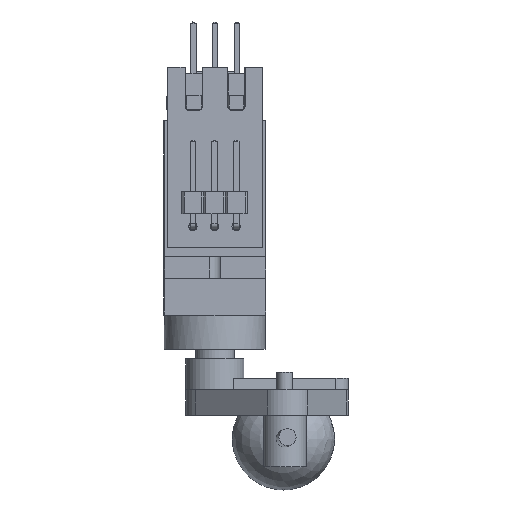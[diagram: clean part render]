
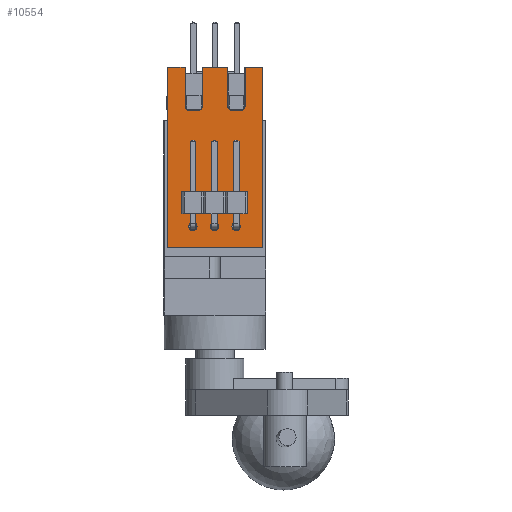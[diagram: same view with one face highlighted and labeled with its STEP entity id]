
A CAD part, top view. The second image highlights one B-rep face of the part: STEP entity #10554.
In plain terms, the highlighted face is planar.
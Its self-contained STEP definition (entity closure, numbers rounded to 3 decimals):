
#585=FACE_BOUND('',#2230,.T.);
#586=FACE_BOUND('',#2231,.T.);
#587=FACE_BOUND('',#2232,.T.);
#1033=PLANE('',#11558);
#1594=FACE_OUTER_BOUND('',#2229,.T.);
#2229=EDGE_LOOP('',(#9802,#9803,#9804,#9805,#9806,#9807,#9808,#9809,#9810,
#9811,#9812,#9813,#9814,#9815,#9816,#9817,#9818,#9819));
#2230=EDGE_LOOP('',(#9820));
#2231=EDGE_LOOP('',(#9821));
#2232=EDGE_LOOP('',(#9822));
#3376=LINE('',#17393,#4549);
#3380=LINE('',#17401,#4553);
#3382=LINE('',#17405,#4555);
#3396=LINE('',#17447,#4569);
#3397=LINE('',#17449,#4570);
#3398=LINE('',#17451,#4571);
#3399=LINE('',#17455,#4572);
#3400=LINE('',#17459,#4573);
#3401=LINE('',#17461,#4574);
#3402=LINE('',#17463,#4575);
#3403=LINE('',#17467,#4576);
#3404=LINE('',#17471,#4577);
#3405=LINE('',#17473,#4578);
#3406=LINE('',#17474,#4579);
#4549=VECTOR('',#14293,1.);
#4553=VECTOR('',#14299,1.);
#4555=VECTOR('',#14303,1.);
#4569=VECTOR('',#14335,1.);
#4570=VECTOR('',#14336,1.);
#4571=VECTOR('',#14337,1.);
#4572=VECTOR('',#14340,1.);
#4573=VECTOR('',#14343,1.);
#4574=VECTOR('',#14344,1.);
#4575=VECTOR('',#14345,1.);
#4576=VECTOR('',#14348,1.);
#4577=VECTOR('',#14351,1.);
#4578=VECTOR('',#14352,1.);
#4579=VECTOR('',#14353,1.);
#4796=CIRCLE('',#11559,0.4);
#4797=CIRCLE('',#11560,0.4);
#4798=CIRCLE('',#11561,0.4);
#4799=CIRCLE('',#11562,0.4);
#4800=CIRCLE('',#11563,0.5);
#4801=CIRCLE('',#11564,0.5);
#4802=CIRCLE('',#11565,0.5);
#5663=VERTEX_POINT('',#17390);
#5664=VERTEX_POINT('',#17392);
#5667=VERTEX_POINT('',#17399);
#5668=VERTEX_POINT('',#17404);
#5687=VERTEX_POINT('',#17446);
#5688=VERTEX_POINT('',#17448);
#5689=VERTEX_POINT('',#17450);
#5690=VERTEX_POINT('',#17452);
#5691=VERTEX_POINT('',#17454);
#5692=VERTEX_POINT('',#17456);
#5693=VERTEX_POINT('',#17458);
#5694=VERTEX_POINT('',#17460);
#5695=VERTEX_POINT('',#17462);
#5696=VERTEX_POINT('',#17464);
#5697=VERTEX_POINT('',#17466);
#5698=VERTEX_POINT('',#17468);
#5699=VERTEX_POINT('',#17470);
#5700=VERTEX_POINT('',#17472);
#5701=VERTEX_POINT('',#17475);
#5702=VERTEX_POINT('',#17477);
#5703=VERTEX_POINT('',#17479);
#7039=EDGE_CURVE('',#5663,#5664,#3376,.T.);
#7043=EDGE_CURVE('',#5667,#5663,#3380,.T.);
#7045=EDGE_CURVE('',#5664,#5668,#3382,.T.);
#7066=EDGE_CURVE('',#5687,#5667,#3396,.T.);
#7067=EDGE_CURVE('',#5688,#5687,#3397,.T.);
#7068=EDGE_CURVE('',#5689,#5688,#3398,.T.);
#7069=EDGE_CURVE('',#5690,#5689,#4796,.T.);
#7070=EDGE_CURVE('',#5691,#5690,#3399,.T.);
#7071=EDGE_CURVE('',#5692,#5691,#4797,.T.);
#7072=EDGE_CURVE('',#5693,#5692,#3400,.T.);
#7073=EDGE_CURVE('',#5694,#5693,#3401,.T.);
#7074=EDGE_CURVE('',#5695,#5694,#3402,.T.);
#7075=EDGE_CURVE('',#5696,#5695,#4798,.T.);
#7076=EDGE_CURVE('',#5697,#5696,#3403,.T.);
#7077=EDGE_CURVE('',#5698,#5697,#4799,.T.);
#7078=EDGE_CURVE('',#5699,#5698,#3404,.T.);
#7079=EDGE_CURVE('',#5700,#5699,#3405,.T.);
#7080=EDGE_CURVE('',#5668,#5700,#3406,.T.);
#7081=EDGE_CURVE('',#5701,#5701,#4800,.T.);
#7082=EDGE_CURVE('',#5702,#5702,#4801,.T.);
#7083=EDGE_CURVE('',#5703,#5703,#4802,.T.);
#9802=ORIENTED_EDGE('',*,*,#7039,.F.);
#9803=ORIENTED_EDGE('',*,*,#7043,.F.);
#9804=ORIENTED_EDGE('',*,*,#7066,.F.);
#9805=ORIENTED_EDGE('',*,*,#7067,.F.);
#9806=ORIENTED_EDGE('',*,*,#7068,.F.);
#9807=ORIENTED_EDGE('',*,*,#7069,.F.);
#9808=ORIENTED_EDGE('',*,*,#7070,.F.);
#9809=ORIENTED_EDGE('',*,*,#7071,.F.);
#9810=ORIENTED_EDGE('',*,*,#7072,.F.);
#9811=ORIENTED_EDGE('',*,*,#7073,.F.);
#9812=ORIENTED_EDGE('',*,*,#7074,.F.);
#9813=ORIENTED_EDGE('',*,*,#7075,.F.);
#9814=ORIENTED_EDGE('',*,*,#7076,.F.);
#9815=ORIENTED_EDGE('',*,*,#7077,.F.);
#9816=ORIENTED_EDGE('',*,*,#7078,.F.);
#9817=ORIENTED_EDGE('',*,*,#7079,.F.);
#9818=ORIENTED_EDGE('',*,*,#7080,.F.);
#9819=ORIENTED_EDGE('',*,*,#7045,.F.);
#9820=ORIENTED_EDGE('',*,*,#7081,.F.);
#9821=ORIENTED_EDGE('',*,*,#7082,.F.);
#9822=ORIENTED_EDGE('',*,*,#7083,.F.);
#10554=ADVANCED_FACE('',(#1594,#585,#586,#587),#1033,.F.);
#11558=AXIS2_PLACEMENT_3D('',#17445,#14333,#14334);
#11559=AXIS2_PLACEMENT_3D('',#17453,#14338,#14339);
#11560=AXIS2_PLACEMENT_3D('',#17457,#14341,#14342);
#11561=AXIS2_PLACEMENT_3D('',#17465,#14346,#14347);
#11562=AXIS2_PLACEMENT_3D('',#17469,#14349,#14350);
#11563=AXIS2_PLACEMENT_3D('',#17476,#14354,#14355);
#11564=AXIS2_PLACEMENT_3D('',#17478,#14356,#14357);
#11565=AXIS2_PLACEMENT_3D('',#17480,#14358,#14359);
#14293=DIRECTION('',(0.,1.,0.));
#14299=DIRECTION('',(-1.,0.,0.));
#14303=DIRECTION('',(1.,0.,0.));
#14333=DIRECTION('center_axis',(0.,0.,-1.));
#14334=DIRECTION('ref_axis',(-1.,0.,0.));
#14335=DIRECTION('',(-1.,0.,0.));
#14336=DIRECTION('',(0.,-1.,0.));
#14337=DIRECTION('',(1.,0.,0.));
#14338=DIRECTION('center_axis',(0.,0.,1.));
#14339=DIRECTION('ref_axis',(1.,0.,0.));
#14340=DIRECTION('',(0.,-1.,0.));
#14341=DIRECTION('center_axis',(0.,0.,1.));
#14342=DIRECTION('ref_axis',(1.,0.,0.));
#14343=DIRECTION('',(-1.,0.,0.));
#14344=DIRECTION('',(0.,-1.,0.));
#14345=DIRECTION('',(1.,0.,0.));
#14346=DIRECTION('center_axis',(0.,0.,1.));
#14347=DIRECTION('ref_axis',(1.,0.,0.));
#14348=DIRECTION('',(0.,-1.,0.));
#14349=DIRECTION('center_axis',(0.,0.,1.));
#14350=DIRECTION('ref_axis',(1.,0.,0.));
#14351=DIRECTION('',(-1.,0.,0.));
#14352=DIRECTION('',(0.,-1.,0.));
#14353=DIRECTION('',(1.,0.,0.));
#14354=DIRECTION('center_axis',(0.,0.,1.));
#14355=DIRECTION('ref_axis',(1.,0.,0.));
#14356=DIRECTION('center_axis',(0.,0.,1.));
#14357=DIRECTION('ref_axis',(1.,0.,0.));
#14358=DIRECTION('center_axis',(0.,0.,1.));
#14359=DIRECTION('ref_axis',(1.,0.,0.));
#17390=CARTESIAN_POINT('',(135.,-81.,1.6));
#17392=CARTESIAN_POINT('',(135.,-70.,1.6));
#17393=CARTESIAN_POINT('',(135.,-81.,1.6));
#17399=CARTESIAN_POINT('',(151.,-81.,1.6));
#17401=CARTESIAN_POINT('',(151.,-81.,1.6));
#17404=CARTESIAN_POINT('',(151.,-70.,1.6));
#17405=CARTESIAN_POINT('',(135.,-70.,1.6));
#17445=CARTESIAN_POINT('Origin',(147.134,-75.5,1.6));
#17446=CARTESIAN_POINT('',(156.,-81.,1.6));
#17447=CARTESIAN_POINT('',(156.,-81.,1.6));
#17448=CARTESIAN_POINT('',(156.,-79.,1.6));
#17449=CARTESIAN_POINT('',(156.,-79.,1.6));
#17450=CARTESIAN_POINT('',(151.4,-79.,1.6));
#17451=CARTESIAN_POINT('',(151.4,-79.,1.6));
#17452=CARTESIAN_POINT('',(151.,-78.6,1.6));
#17453=CARTESIAN_POINT('Origin',(151.4,-78.6,1.6));
#17454=CARTESIAN_POINT('',(151.,-77.4,1.6));
#17455=CARTESIAN_POINT('',(151.,-77.4,1.6));
#17456=CARTESIAN_POINT('',(151.4,-77.,1.6));
#17457=CARTESIAN_POINT('Origin',(151.4,-77.4,1.6));
#17458=CARTESIAN_POINT('',(156.,-77.,1.6));
#17459=CARTESIAN_POINT('',(156.,-77.,1.6));
#17460=CARTESIAN_POINT('',(156.,-74.,1.6));
#17461=CARTESIAN_POINT('',(156.,-74.,1.6));
#17462=CARTESIAN_POINT('',(151.4,-74.,1.6));
#17463=CARTESIAN_POINT('',(151.4,-74.,1.6));
#17464=CARTESIAN_POINT('',(151.,-73.6,1.6));
#17465=CARTESIAN_POINT('Origin',(151.4,-73.6,1.6));
#17466=CARTESIAN_POINT('',(151.,-72.4,1.6));
#17467=CARTESIAN_POINT('',(151.,-72.4,1.6));
#17468=CARTESIAN_POINT('',(151.4,-72.,1.6));
#17469=CARTESIAN_POINT('Origin',(151.4,-72.4,1.6));
#17470=CARTESIAN_POINT('',(156.,-72.,1.6));
#17471=CARTESIAN_POINT('',(156.,-72.,1.6));
#17472=CARTESIAN_POINT('',(156.,-70.,1.6));
#17473=CARTESIAN_POINT('',(156.,-70.,1.6));
#17474=CARTESIAN_POINT('',(151.,-70.,1.6));
#17475=CARTESIAN_POINT('',(136.914,-77.978,1.6));
#17476=CARTESIAN_POINT('Origin',(137.414,-77.978,1.6));
#17477=CARTESIAN_POINT('',(136.914,-75.438,1.6));
#17478=CARTESIAN_POINT('Origin',(137.414,-75.438,1.6));
#17479=CARTESIAN_POINT('',(136.914,-72.898,1.6));
#17480=CARTESIAN_POINT('Origin',(137.414,-72.898,1.6));
